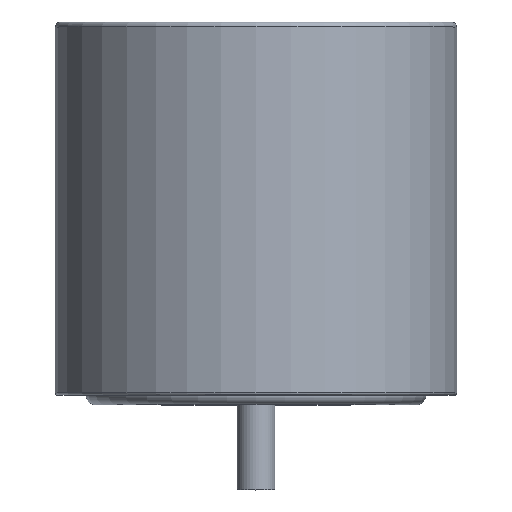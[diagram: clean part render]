
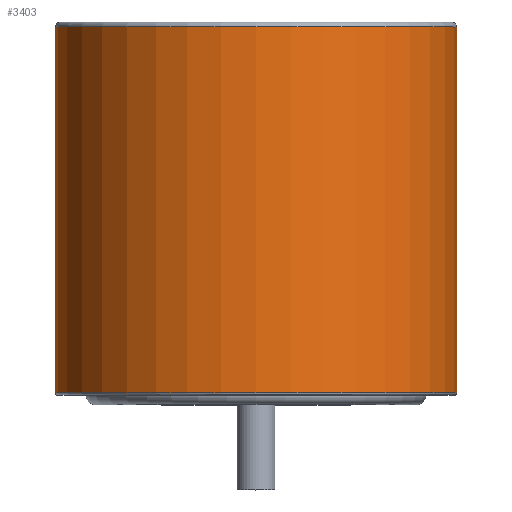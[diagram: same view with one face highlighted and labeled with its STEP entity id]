
A CAD part, top view. The second image highlights one B-rep face of the part: STEP entity #3403.
In plain terms, the highlighted cylindrical face has radius 4.25 mm (diameter 8.5 mm), a full revolution.
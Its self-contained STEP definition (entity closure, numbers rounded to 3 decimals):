
#14=CYLINDRICAL_SURFACE('',#3513,4.25);
#27=CIRCLE('',#3512,4.25);
#28=CIRCLE('',#3514,4.25);
#84=FACE_BOUND('',#570,.T.);
#365=FACE_OUTER_BOUND('',#569,.T.);
#569=EDGE_LOOP('',(#3110));
#570=EDGE_LOOP('',(#3111));
#1680=VERTEX_POINT('',#6127);
#1681=VERTEX_POINT('',#6130);
#2164=EDGE_CURVE('',#1680,#1680,#27,.T.);
#2165=EDGE_CURVE('',#1681,#1681,#28,.T.);
#3110=ORIENTED_EDGE('',*,*,#2165,.F.);
#3111=ORIENTED_EDGE('',*,*,#2164,.F.);
#3403=ADVANCED_FACE('',(#365,#84),#14,.T.);
#3512=AXIS2_PLACEMENT_3D('',#6128,#4026,#4027);
#3513=AXIS2_PLACEMENT_3D('',#6129,#4028,#4029);
#3514=AXIS2_PLACEMENT_3D('',#6131,#4030,#4031);
#4026=DIRECTION('center_axis',(0.,1.,0.));
#4027=DIRECTION('ref_axis',(1.,0.,0.));
#4028=DIRECTION('center_axis',(0.,1.,0.));
#4029=DIRECTION('ref_axis',(1.,0.,0.));
#4030=DIRECTION('center_axis',(0.,-1.,0.));
#4031=DIRECTION('ref_axis',(1.,0.,0.));
#6127=CARTESIAN_POINT('',(-4.25,7.8,0.));
#6128=CARTESIAN_POINT('Origin',(0.,7.8,0.));
#6129=CARTESIAN_POINT('Origin',(0.,0.,0.));
#6130=CARTESIAN_POINT('',(-4.25,0.05,0.));
#6131=CARTESIAN_POINT('Origin',(0.,0.05,0.));
